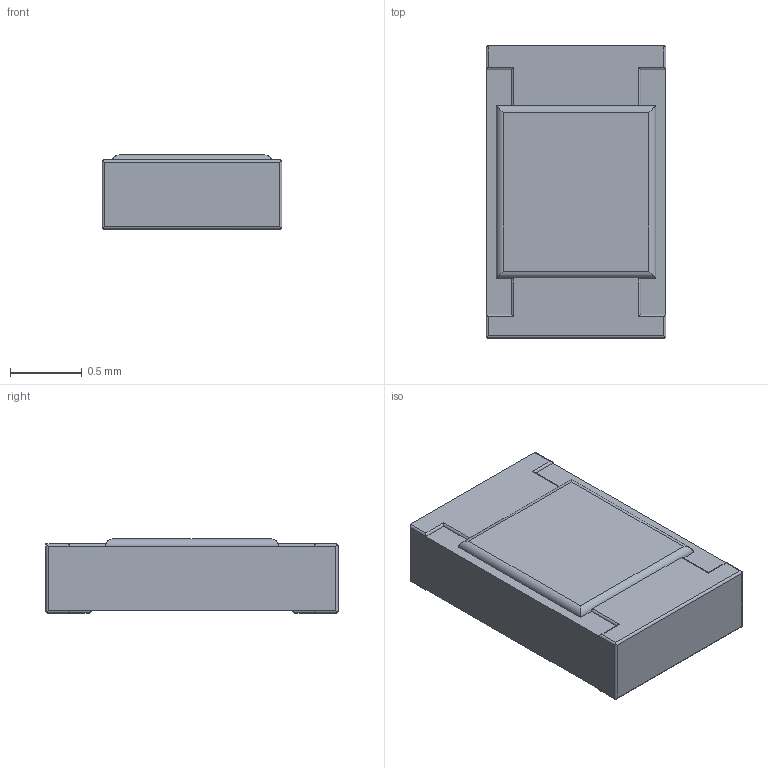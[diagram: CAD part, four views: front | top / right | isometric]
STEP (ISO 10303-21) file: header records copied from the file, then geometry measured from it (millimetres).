
FILE_DESCRIPTION(('STEP AP214'),'1');
FILE_NAME('RN73外形図RN73H2A.stp','2017-02-08T00:59:40',(' '),(' '),'Spatial InterOp 3D',' ',' ');
FILE_SCHEMA(('automotive_design'));
Length unit declared in the file: millimetre
Products named in the file (5): RN73外形図RN73H2A; Component1; Component2; Component3; Component4
Assembly tree (4 placements, depth 2):
  RN73外形図RN73H2A
    Component1
    Component2
    Component3
    Component4
Bounding box: 1.25 x 2.03 x 0.52 mm (x, y, z)
Volume: 1.2 mm3; surface area: 16.7 mm2
Topology: 4 solids, 4 shells, 67 faces, 167 edges, 108 vertices
Faces by surface type: cylinder 41, plane 26
Entity records: 2720 total; most frequent: CARTESIAN_POINT 407, DIRECTION 359, ORIENTED_EDGE 334, EDGE_CURVE 167, AXIS2_PLACEMENT_3D 124, LINE 111, VECTOR 111, VERTEX_POINT 108
